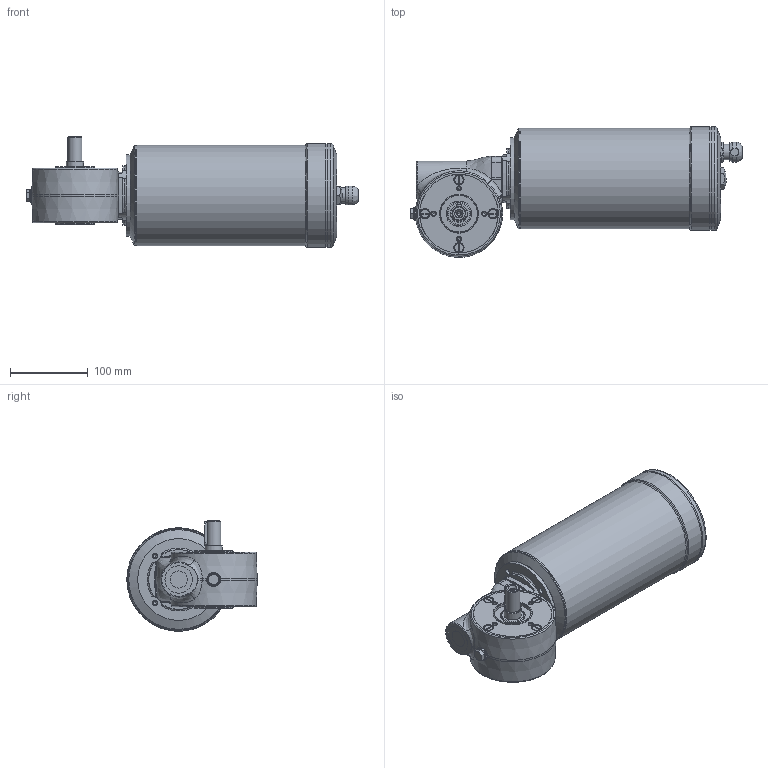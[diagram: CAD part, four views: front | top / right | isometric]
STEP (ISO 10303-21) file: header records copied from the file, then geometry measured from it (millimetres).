
FILE_DESCRIPTION( ( 'Unknown' ), '1' );
FILE_NAME( 'E06D8F6DBB2CE16153BB16B7BF4C4.3d.stp', 'Unknown', ( 'Unknown' ), ( 'Unknown' ), 'PSStep 10.1', 'Unknown', ' ' );
FILE_SCHEMA( ( 'AUTOMOTIVE_DESIGN { 1 0 10303 214 1 1 1 1 }' ) );
Length unit declared in the file: millimetre
Products named in the file (1): N458800
Bounding box: 425.8 x 167.28 x 142 mm (x, y, z)
Volume: 4318813.8 mm3; surface area: 209488.6 mm2
Topology: 1 solids, 12 shells, 467 faces, 1115 edges, 717 vertices
Faces by surface type: plane 172, cylinder 123, cone 99, bspline 44, torus 28, sphere 1
Full cylindrical faces by diameter (mm): 4.134 x1, 4.917 x21, 6 x4, 6.5 x8, 7 x6, 10 x4, 11 x4, 13.4 x1, 14 x1, 16.5 x1, 16.662 x1, 17 x1, 18 x4, 20 x1, 22 x2, 25 x1, 32.5 x2, 35 x1, 40 x1, 47 x2, 50 x2, 52 x1, 70 x2, 101 x1, 105 x1, 128.98 x1, 129 x2, 132.98 x2, 133 x3
Entity records: 20966 total; most frequent: CARTESIAN_POINT 8103, DIRECTION 1871, ORIENTED_EDGE 1642, AXIS2_PLACEMENT_3D 833, EDGE_CURVE 821, EDGE_LOOP 698, VERTEX_POINT 617, FACE_OUTER_BOUND 563
